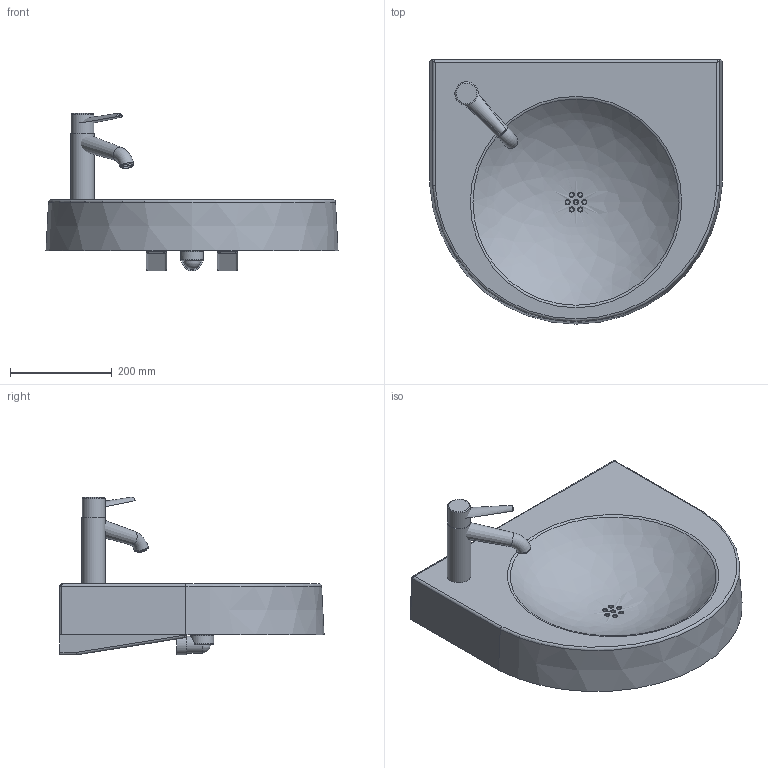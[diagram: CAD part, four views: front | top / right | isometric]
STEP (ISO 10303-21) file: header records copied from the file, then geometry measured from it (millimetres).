
FILE_DESCRIPTION((''),'2;1');
FILE_NAME('044358.stp','2008-01-16T12:47:22',('Huebner'),(''),'Autodesk Inventor 11','Autodesk Inventor 11','');
FILE_SCHEMA(('AUTOMOTIVE_DESIGN { 1 0 10303 214 1 1 1 1 }'));
Length unit declared in the file: millimetre
Products named in the file (7): 44358; Baterie_Zusatz; hebel_Zusatz; Hebel2; Griff2; Neoperl2
Assembly tree (6 placements, depth 3):
  44358
    44358
    Baterie_Zusatz
      hebel_Zusatz
      Hebel2
      Griff2
      Neoperl2
Bounding box: 575 x 520 x 310.77 mm (x, y, z)
Volume: 8751875.2 mm3; surface area: 1092226.6 mm2
Topology: 7 solids, 7 shells, 180 faces, 445 edges, 259 vertices
Faces by surface type: plane 60, cylinder 57, bspline 43, sphere 10, torus 7, cone 3
Full cylindrical faces by diameter (mm): 8 x7, 15 x2, 16 x1, 20 x1, 26.493 x1, 33.505 x2, 35 x1, 40.172 x1, 45 x1, 45.428 x1, 46 x1
Entity records: 15148 total; most frequent: CARTESIAN_POINT 11206, ORIENTED_EDGE 766, DIRECTION 764, EDGE_CURVE 383, AXIS2_PLACEMENT_3D 322, VERTEX_POINT 243, EDGE_LOOP 227, FACE_OUTER_BOUND 179
